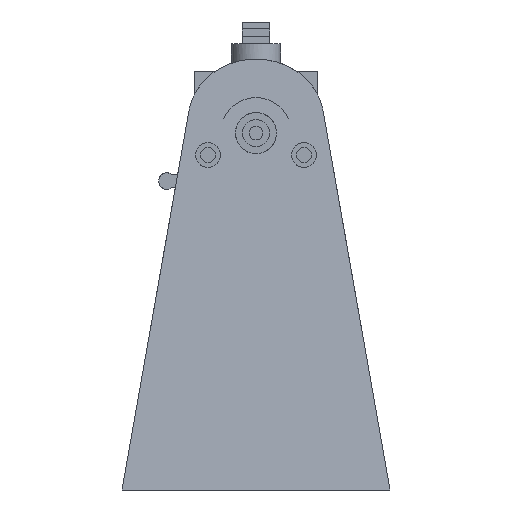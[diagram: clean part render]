
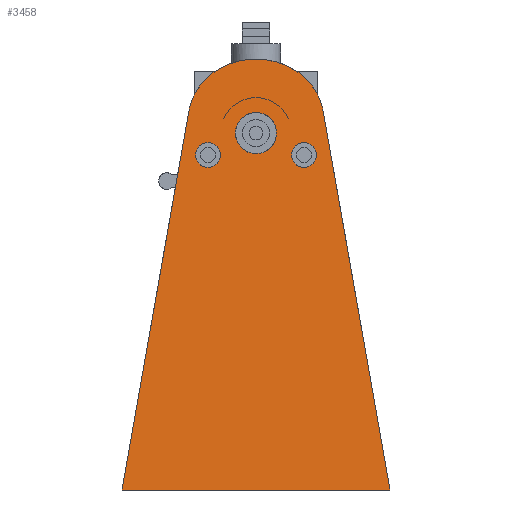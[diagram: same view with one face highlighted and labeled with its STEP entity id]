
A CAD part, front view. The second image highlights one B-rep face of the part: STEP entity #3458.
In plain terms, the highlighted planar face has unit normal (0, -0.995, 0.104).
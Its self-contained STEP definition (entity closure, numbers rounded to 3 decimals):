
#33=ELLIPSE('',#3775,22.121,22.);
#34=ELLIPSE('',#3778,27.149,27.);
#35=ELLIPSE('',#3781,22.121,22.);
#36=ELLIPSE('',#3782,4.525,4.5);
#37=ELLIPSE('',#3783,4.525,4.5);
#38=ELLIPSE('',#3784,7.541,7.5);
#117=FACE_BOUND('',#1199,.T.);
#118=FACE_BOUND('',#1200,.T.);
#119=FACE_BOUND('',#1201,.T.);
#287=LINE('',#5493,#587);
#288=LINE('',#5495,#588);
#289=LINE('',#5497,#589);
#587=VECTOR('',#4513,10.);
#588=VECTOR('',#4514,10.);
#589=VECTOR('',#4515,10.);
#941=FACE_OUTER_BOUND('',#1198,.T.);
#1198=EDGE_LOOP('',(#2764,#2765,#2766,#2767,#2768,#2769));
#1199=EDGE_LOOP('',(#2770));
#1200=EDGE_LOOP('',(#2771));
#1201=EDGE_LOOP('',(#2772));
#1636=VERTEX_POINT('',#5477);
#1637=VERTEX_POINT('',#5478);
#1640=VERTEX_POINT('',#5486);
#1642=VERTEX_POINT('',#5492);
#1643=VERTEX_POINT('',#5494);
#1644=VERTEX_POINT('',#5496);
#1645=VERTEX_POINT('',#5499);
#1646=VERTEX_POINT('',#5501);
#1647=VERTEX_POINT('',#5503);
#2037=EDGE_CURVE('',#1636,#1637,#33,.T.);
#2041=EDGE_CURVE('',#1637,#1640,#34,.F.);
#2044=EDGE_CURVE('',#1642,#1636,#287,.F.);
#2045=EDGE_CURVE('',#1643,#1642,#288,.F.);
#2046=EDGE_CURVE('',#1644,#1643,#289,.F.);
#2047=EDGE_CURVE('',#1640,#1644,#35,.T.);
#2048=EDGE_CURVE('',#1645,#1645,#36,.T.);
#2049=EDGE_CURVE('',#1646,#1646,#37,.T.);
#2050=EDGE_CURVE('',#1647,#1647,#38,.F.);
#2764=ORIENTED_EDGE('',*,*,#2037,.F.);
#2765=ORIENTED_EDGE('',*,*,#2044,.F.);
#2766=ORIENTED_EDGE('',*,*,#2045,.F.);
#2767=ORIENTED_EDGE('',*,*,#2046,.F.);
#2768=ORIENTED_EDGE('',*,*,#2047,.F.);
#2769=ORIENTED_EDGE('',*,*,#2041,.F.);
#2770=ORIENTED_EDGE('',*,*,#2048,.F.);
#2771=ORIENTED_EDGE('',*,*,#2049,.F.);
#2772=ORIENTED_EDGE('',*,*,#2050,.F.);
#3286=PLANE('',#3780);
#3458=ADVANCED_FACE('',(#941,#117,#118,#119),#3286,.T.);
#3775=AXIS2_PLACEMENT_3D('',#5479,#4498,#4499);
#3778=AXIS2_PLACEMENT_3D('',#5487,#4506,#4507);
#3780=AXIS2_PLACEMENT_3D('',#5491,#4511,#4512);
#3781=AXIS2_PLACEMENT_3D('',#5498,#4516,#4517);
#3782=AXIS2_PLACEMENT_3D('',#5500,#4518,#4519);
#3783=AXIS2_PLACEMENT_3D('',#5502,#4520,#4521);
#3784=AXIS2_PLACEMENT_3D('',#5504,#4522,#4523);
#4498=DIRECTION('center_axis',(0.,0.995,-0.105));
#4499=DIRECTION('ref_axis',(0.,0.105,0.995));
#4506=DIRECTION('center_axis',(0.,-0.995,
0.105));
#4507=DIRECTION('ref_axis',(0.,0.105,0.995));
#4511=DIRECTION('center_axis',(0.,-0.995,
0.105));
#4512=DIRECTION('ref_axis',(1.,0.,0.));
#4513=DIRECTION('',(-0.173,-0.103,-0.98));
#4514=DIRECTION('',(1.,0.,0.));
#4515=DIRECTION('',(-0.173,0.103,0.98));
#4516=DIRECTION('center_axis',(0.,0.995,-0.105));
#4517=DIRECTION('ref_axis',(0.,0.105,0.995));
#4518=DIRECTION('center_axis',(0.,-0.995,
0.105));
#4519=DIRECTION('ref_axis',(0.,0.105,0.995));
#4520=DIRECTION('center_axis',(0.,-0.995,
0.105));
#4521=DIRECTION('ref_axis',(0.,0.105,0.995));
#4522=DIRECTION('center_axis',(0.,0.995,-0.105));
#4523=DIRECTION('ref_axis',(0.,0.105,0.995));
#5477=CARTESIAN_POINT('',(-2.001,-40.352,20.439));
#5478=CARTESIAN_POINT('',(7.191,-38.849,34.74));
#5479=CARTESIAN_POINT('Origin',(19.665,-40.753,16.619));
#5486=CARTESIAN_POINT('',(37.809,-38.849,34.74));
#5487=CARTESIAN_POINT('Origin',(22.5,-41.186,12.5));
#5491=CARTESIAN_POINT('Origin',(22.5,-46.584,-38.858));
#5492=CARTESIAN_POINT('',(-26.349,-54.865,-117.645));
#5493=CARTESIAN_POINT('',(-7.313,-43.518,-9.69));
#5494=CARTESIAN_POINT('',(71.349,-54.865,-117.645));
#5495=CARTESIAN_POINT('',(3.301,-54.865,-117.645));
#5496=CARTESIAN_POINT('',(47.001,-40.352,20.439));
#5497=CARTESIAN_POINT('',(63.547,-50.215,-73.4));
#5498=CARTESIAN_POINT('Origin',(25.335,-40.753,16.619));
#5499=CARTESIAN_POINT('',(35.5,-42.027,4.5));
#5500=CARTESIAN_POINT('Origin',(40.,-42.027,4.5));
#5501=CARTESIAN_POINT('',(0.5,-42.027,4.5));
#5502=CARTESIAN_POINT('Origin',(5.,-42.027,4.5));
#5503=CARTESIAN_POINT('',(15.,-41.186,12.5));
#5504=CARTESIAN_POINT('Origin',(22.5,-41.186,12.5));
